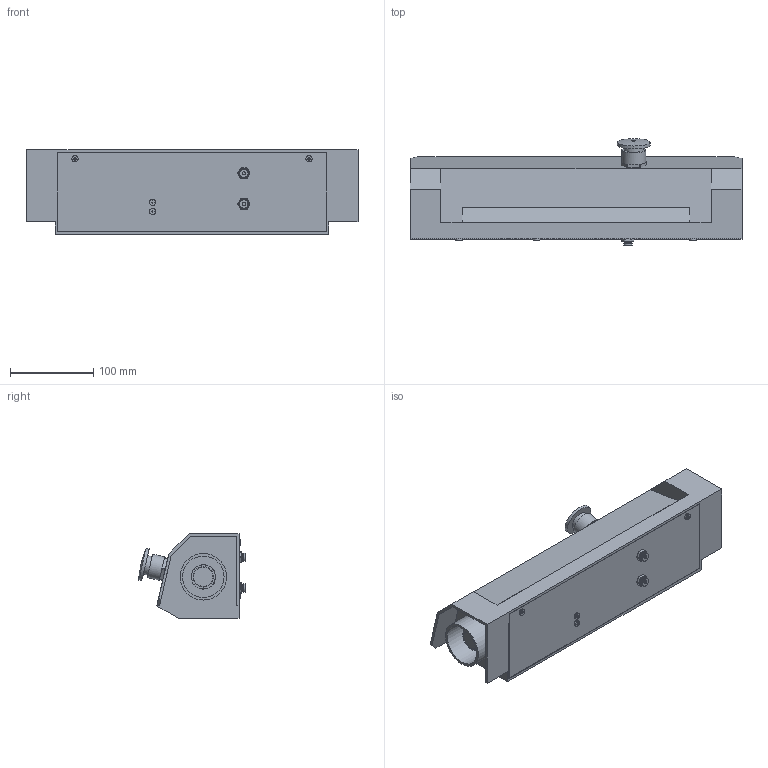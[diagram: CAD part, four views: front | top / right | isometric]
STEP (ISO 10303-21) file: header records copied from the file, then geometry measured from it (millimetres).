
FILE_DESCRIPTION( ( 'STEP AP214' ), ' ' );
FILE_NAME( '0227700000.stp', '2017-03-01T10:49:30', ( '' ), ( '' ), ' ', 'PARTsolutions', ' ' );
FILE_SCHEMA( ( 'AUTOMOTIVE_DESIGN { 1 0 10303 214 1 1 1 1 }' ) );
Length unit declared in the file: millimetre
Products named in the file (1): _0227700000
Bounding box: 400 x 128.45 x 102 mm (x, y, z)
Volume: 2737274.8 mm3; surface area: 207287.4 mm2
Topology: 1 solids, 2 shells, 274 faces, 643 edges, 407 vertices
Faces by surface type: plane 187, cylinder 58, cone 26, torus 2, bspline 1
Full cylindrical faces by diameter (mm): 3 x1, 4 x2, 5.1 x2, 5.5 x2, 7.5 x4, 10 x2, 10.8 x2, 12 x2, 23 x1, 24.7 x2, 28.9 x3, 39.5 x1, 50 x2, 56 x2
Entity records: 9830 total; most frequent: CARTESIAN_POINT 1465, DIRECTION 1281, ORIENTED_EDGE 1206, EDGE_CURVE 603, AXIS2_PLACEMENT_3D 452, VERTEX_POINT 400, LINE 377, VECTOR 377
